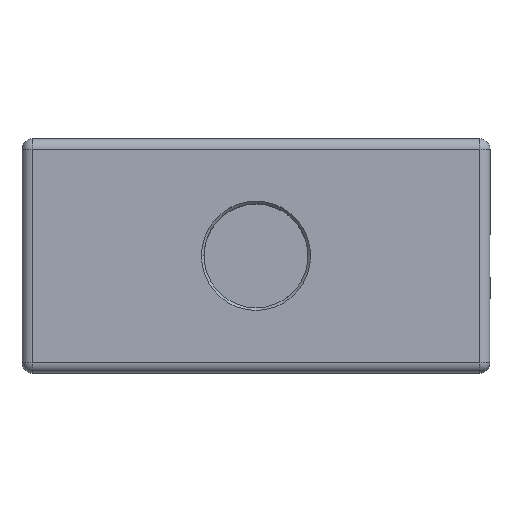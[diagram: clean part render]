
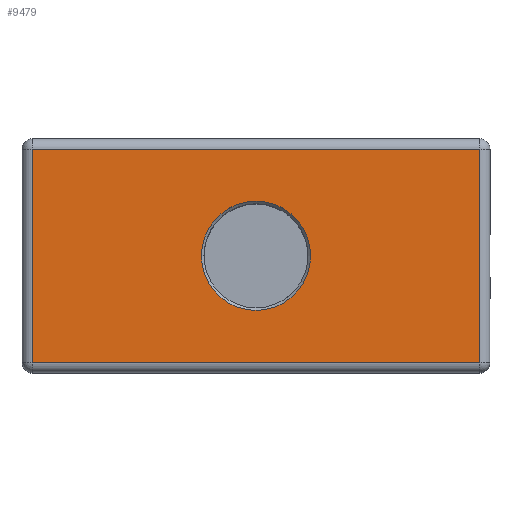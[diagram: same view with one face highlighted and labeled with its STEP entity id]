
A CAD part, top view. The second image highlights one B-rep face of the part: STEP entity #9479.
In plain terms, the highlighted planar face has unit normal (0, 0, 1).
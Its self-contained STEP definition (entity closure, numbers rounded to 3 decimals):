
#7009=CARTESIAN_POINT('',(0.,10.5,47.5));
#7010=VERTEX_POINT('',#7009);
#7011=CARTESIAN_POINT('',(0.,0.,47.5));
#7012=DIRECTION('',(0.0,0.0,-1.0));
#7013=DIRECTION('',(0.0,1.0,0.0));
#7014=AXIS2_PLACEMENT_3D('',#7011,#7012,#7013);
#7015=CIRCLE('',#7014,10.5);
#7016=EDGE_CURVE('',#7010,#7010,#7015,.T.);
#9141=CARTESIAN_POINT('',(-43.,20.5,47.5));
#9142=VERTEX_POINT('',#9141);
#9176=CARTESIAN_POINT('',(-43.,-20.5,47.5));
#9177=VERTEX_POINT('',#9176);
#9202=CARTESIAN_POINT('',(43.,20.5,47.5));
#9203=VERTEX_POINT('',#9202);
#9235=CARTESIAN_POINT('',(43.,-20.5,47.5));
#9236=VERTEX_POINT('',#9235);
#9300=CARTESIAN_POINT('',(43.,20.5,47.5));
#9301=DIRECTION('',(0.0,-1.0,0.0));
#9302=VECTOR('',#9301,41.);
#9303=LINE('',#9300,#9302);
#9304=EDGE_CURVE('',#9203,#9236,#9303,.T.);
#9322=CARTESIAN_POINT('',(43.0,-20.5,47.5));
#9323=DIRECTION('',(-1.0,0.0,0.0));
#9324=VECTOR('',#9323,86.);
#9325=LINE('',#9322,#9324);
#9326=EDGE_CURVE('',#9236,#9177,#9325,.T.);
#9366=CARTESIAN_POINT('',(-43.,20.5,47.5));
#9367=DIRECTION('',(1.0,0.0,0.0));
#9368=VECTOR('',#9367,86.);
#9369=LINE('',#9366,#9368);
#9370=EDGE_CURVE('',#9142,#9203,#9369,.T.);
#9410=CARTESIAN_POINT('',(-43.,-20.5,47.5));
#9411=DIRECTION('',(0.0,1.0,0.0));
#9412=VECTOR('',#9411,41.0);
#9413=LINE('',#9410,#9412);
#9414=EDGE_CURVE('',#9177,#9142,#9413,.T.);
#9465=CARTESIAN_POINT('',(0.,0.,47.5));
#9466=DIRECTION('',(0.0,0.0,1.0));
#9467=DIRECTION('',(0.0,1.0,0.0));
#9468=AXIS2_PLACEMENT_3D('',#9465,#9466,#9467);
#9469=PLANE('',#9468);
#9470=ORIENTED_EDGE('',*,*,#9304,.F.);
#9471=ORIENTED_EDGE('',*,*,#9370,.F.);
#9472=ORIENTED_EDGE('',*,*,#9414,.F.);
#9473=ORIENTED_EDGE('',*,*,#9326,.F.);
#9474=EDGE_LOOP('',(#9470,#9471,#9472,#9473));
#9475=FACE_OUTER_BOUND('',#9474,.T.);
#9476=ORIENTED_EDGE('',*,*,#7016,.T.);
#9477=EDGE_LOOP('',(#9476));
#9478=FACE_BOUND('',#9477,.T.);
#9479=ADVANCED_FACE('',(#9475,#9478),#9469,.T.);
